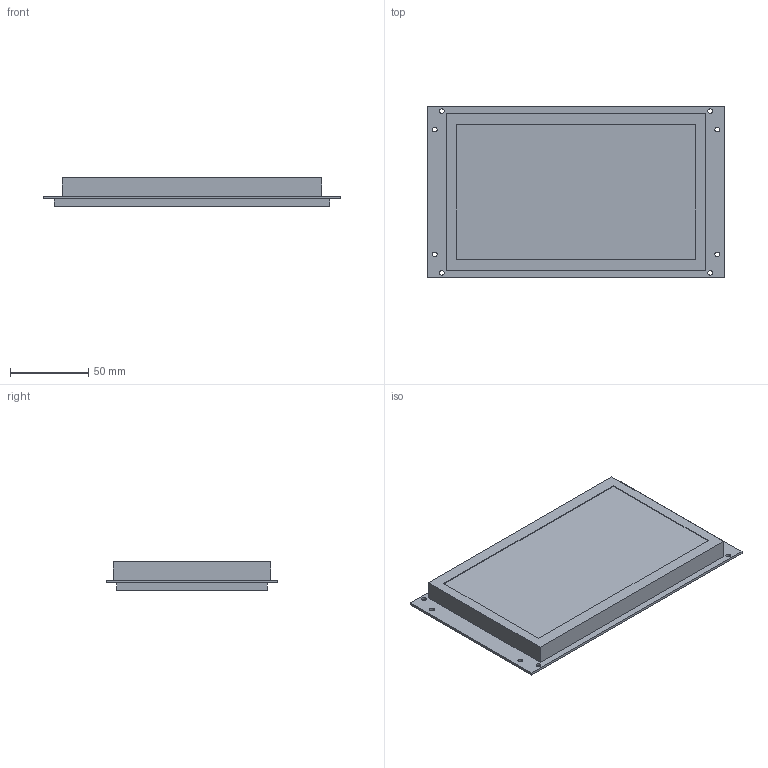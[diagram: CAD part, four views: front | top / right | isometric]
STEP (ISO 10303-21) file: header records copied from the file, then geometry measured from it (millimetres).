
FILE_DESCRIPTION (( 'STEP AP214' ), '1' );
FILE_NAME ('OEM-A8TS-HSSN-S-070_Ïàíåëü îïåðàòîðà OEM 7 áåç ëèöåâîé ðàìêè ONI.STEP', '2018-09-26T06:35:37', ( '' ), ( '' ), 'SwSTEP 2.0', 'SolidWorks 2014', '' );
FILE_SCHEMA (( 'AUTOMOTIVE_DESIGN' ));
Length unit declared in the file: millimetre
Products named in the file (1): OEM-A8TS-HSSN-S-070_Ïàíåëü îïåðàòîðà OEM 7 áåç ëèöåâîé ðàìêè ONI
Bounding box: 190.4 x 110 x 18.2 mm (x, y, z)
Volume: 305818.3 mm3; surface area: 52008.9 mm2
Topology: 1 solids, 1 shells, 37 faces, 96 edges, 64 vertices
Faces by surface type: plane 21, cylinder 16
Entity records: 1208 total; most frequent: DIRECTION 204, CARTESIAN_POINT 198, ORIENTED_EDGE 192, EDGE_CURVE 96, AXIS2_PLACEMENT_3D 70, VECTOR 64, VERTEX_POINT 64, LINE 64
